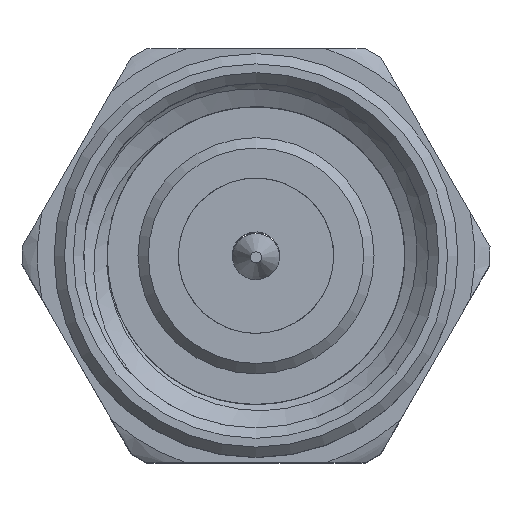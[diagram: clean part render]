
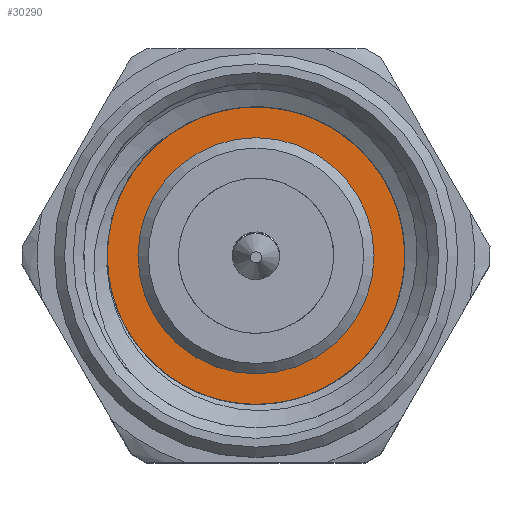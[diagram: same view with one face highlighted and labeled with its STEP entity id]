
A CAD part, top view. The second image highlights one B-rep face of the part: STEP entity #30290.
In plain terms, the highlighted face is planar.
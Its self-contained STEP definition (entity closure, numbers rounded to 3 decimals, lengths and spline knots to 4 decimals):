
#4622=PLANE('',#31027);
#15517=ORIENTED_EDGE('',*,*,#20221,.T.);
#15518=ORIENTED_EDGE('',*,*,#20223,.F.);
#20221=EDGE_CURVE('',#22615,#22615,#22780,.T.);
#20223=EDGE_CURVE('',#22617,#22617,#22782,.T.);
#22615=VERTEX_POINT('',#110358);
#22617=VERTEX_POINT('',#110363);
#22780=CIRCLE('',#31022,2.25);
#22782=CIRCLE('',#31025,3.);
#25115=EDGE_LOOP('',(#15517));
#25116=EDGE_LOOP('',(#15518));
#27488=FACE_BOUND('',#25115,.T.);
#27489=FACE_BOUND('',#25116,.T.);
#30290=ADVANCED_FACE('',(#27488,#27489),#4622,.F.);
#31022=AXIS2_PLACEMENT_3D('',#110357,#32359,#32360);
#31025=AXIS2_PLACEMENT_3D('',#110362,#32365,#32366);
#31027=AXIS2_PLACEMENT_3D('',#110365,#32369,#32370);
#32359=DIRECTION('',(0.,1.,0.));
#32360=DIRECTION('',(1.,0.,0.));
#32365=DIRECTION('',(0.,1.,0.));
#32366=DIRECTION('',(1.,0.,0.));
#32369=DIRECTION('',(0.,1.,0.));
#32370=DIRECTION('',(0.,0.,1.));
#110357=CARTESIAN_POINT('',(0.,0.,0.));
#110358=CARTESIAN_POINT('',(2.25,0.,0.));
#110362=CARTESIAN_POINT('',(0.,0.,0.));
#110363=CARTESIAN_POINT('',(3.,0.,0.));
#110365=CARTESIAN_POINT('',(0.,0.,0.));
